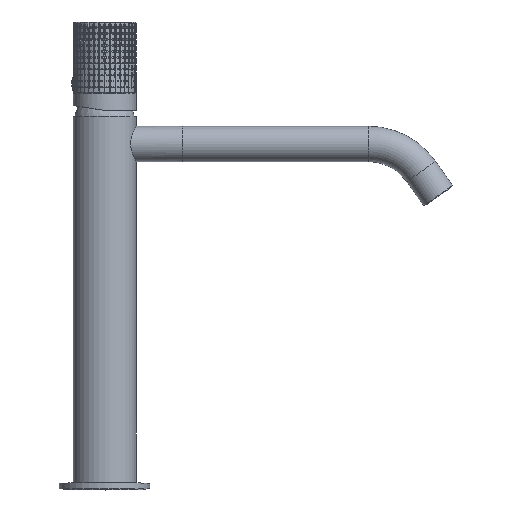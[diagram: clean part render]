
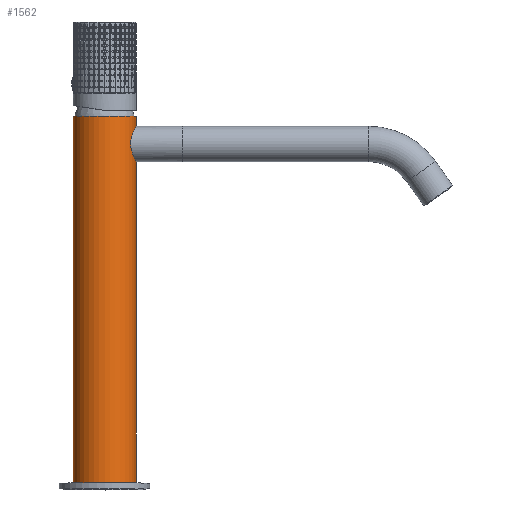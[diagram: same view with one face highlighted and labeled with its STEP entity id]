
A CAD part, top view. The second image highlights one B-rep face of the part: STEP entity #1562.
In plain terms, the highlighted cylindrical face has radius 16 mm (diameter 32 mm), a partial arc.
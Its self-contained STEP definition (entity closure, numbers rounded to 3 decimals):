
#53=CARTESIAN_POINT('Axis2P3D Location',(0.,-55.5,0.)) ;
#57=CARTESIAN_POINT('Vertex',(16.,-55.5,0.)) ;
#59=CARTESIAN_POINT('Vertex',(-16.,-55.5,0.)) ;
#91=CARTESIAN_POINT('Vertex',(15.835,112.801,2.294)) ;
#105=CARTESIAN_POINT('Vertex',(16.,121.95,0.)) ;
#109=CARTESIAN_POINT('Control Point',(16.,121.95,0.)) ;
#110=CARTESIAN_POINT('Control Point',(16.,121.95,0.483)) ;
#111=CARTESIAN_POINT('Control Point',(15.982,121.873,0.966)) ;
#112=CARTESIAN_POINT('Control Point',(15.945,121.719,1.428)) ;
#113=CARTESIAN_POINT('Control Point',(15.868,121.373,2.109)) ;
#114=CARTESIAN_POINT('Control Point',(15.775,120.903,2.685)) ;
#115=CARTESIAN_POINT('Control Point',(15.74,120.716,2.88)) ;
#116=CARTESIAN_POINT('Control Point',(15.671,120.325,3.236)) ;
#117=CARTESIAN_POINT('Control Point',(15.606,119.897,3.531)) ;
#118=CARTESIAN_POINT('Control Point',(15.575,119.674,3.665)) ;
#119=CARTESIAN_POINT('Control Point',(15.489,118.983,4.02)) ;
#120=CARTESIAN_POINT('Control Point',(15.429,118.254,4.24)) ;
#121=CARTESIAN_POINT('Control Point',(15.403,117.757,4.33)) ;
#122=CARTESIAN_POINT('Control Point',(15.384,116.754,4.399)) ;
#123=CARTESIAN_POINT('Control Point',(15.428,115.757,4.243)) ;
#124=CARTESIAN_POINT('Control Point',(15.465,115.266,4.108)) ;
#125=CARTESIAN_POINT('Control Point',(15.556,114.421,3.766)) ;
#126=CARTESIAN_POINT('Control Point',(15.674,113.651,3.228)) ;
#127=CARTESIAN_POINT('Control Point',(15.729,113.335,2.954)) ;
#128=CARTESIAN_POINT('Control Point',(15.784,113.048,2.641)) ;
#129=CARTESIAN_POINT('Control Point',(15.835,112.801,2.294)) ;
#144=CARTESIAN_POINT('Axis2P3D Location',(0.,131.,0.)) ;
#148=CARTESIAN_POINT('Vertex',(-16.,131.,0.)) ;
#150=CARTESIAN_POINT('Vertex',(16.,131.,0.)) ;
#1484=CARTESIAN_POINT('Vertex',(16.,112.05,0.)) ;
#1488=CARTESIAN_POINT('Control Point',(16.,112.05,0.)) ;
#1489=CARTESIAN_POINT('Control Point',(16.,112.05,0.62)) ;
#1490=CARTESIAN_POINT('Control Point',(15.967,112.187,1.238)) ;
#1491=CARTESIAN_POINT('Control Point',(15.906,112.451,1.802)) ;
#1492=CARTESIAN_POINT('Control Point',(15.835,112.801,2.294)) ;
#1504=CARTESIAN_POINT('Axis2P3D Location',(0.,80.5,0.)) ;
#1509=CARTESIAN_POINT('Line Origine',(-16.,80.5,0.)) ;
#1513=CARTESIAN_POINT('Vertex',(-16.,0.,0.)) ;
#1516=CARTESIAN_POINT('Line Origine',(-16.,80.5,0.)) ;
#1521=CARTESIAN_POINT('Line Origine',(16.,80.5,0.)) ;
#1526=CARTESIAN_POINT('Line Origine',(16.,80.5,0.)) ;
#1530=CARTESIAN_POINT('Vertex',(16.,0.,0.)) ;
#1533=CARTESIAN_POINT('Line Origine',(16.,80.5,0.)) ;
#1511=VECTOR('Line Direction',#1510,1.) ;
#1518=VECTOR('Line Direction',#1517,1.) ;
#1523=VECTOR('Line Direction',#1522,1.) ;
#1528=VECTOR('Line Direction',#1527,1.) ;
#1535=VECTOR('Line Direction',#1534,1.) ;
#54=DIRECTION('Axis2P3D Direction',(0.,-1.,0.)) ;
#145=DIRECTION('Axis2P3D Direction',(0.,-1.,0.)) ;
#1505=DIRECTION('Axis2P3D Direction',(0.,-1.,0.)) ;
#1506=DIRECTION('Axis2P3D XDirection',(1.,0.,0.)) ;
#1510=DIRECTION('Vector Direction',(0.,-1.,0.)) ;
#1517=DIRECTION('Vector Direction',(0.,-1.,0.)) ;
#1522=DIRECTION('Vector Direction',(0.,-1.,0.)) ;
#1527=DIRECTION('Vector Direction',(0.,-1.,0.)) ;
#1534=DIRECTION('Vector Direction',(0.,-1.,0.)) ;
#55=AXIS2_PLACEMENT_3D('Circle Axis2P3D',#53,#54,$) ;
#146=AXIS2_PLACEMENT_3D('Circle Axis2P3D',#144,#145,$) ;
#1507=AXIS2_PLACEMENT_3D('Cylinder Axis2P3D',#1504,#1505,#1506) ;
#1512=LINE('Line',#1509,#1511) ;
#1519=LINE('Line',#1516,#1518) ;
#1524=LINE('Line',#1521,#1523) ;
#1529=LINE('Line',#1526,#1528) ;
#1536=LINE('Line',#1533,#1535) ;
#56=CIRCLE('generated circle',#55,16.) ;
#147=CIRCLE('generated circle',#146,16.) ;
#1508=CYLINDRICAL_SURFACE('generated cylinder',#1507,16.) ;
#61=EDGE_CURVE('',#58,#60,#56,.T.) ;
#130=EDGE_CURVE('',#106,#92,#108,.T.) ;
#152=EDGE_CURVE('',#149,#151,#147,.F.) ;
#1493=EDGE_CURVE('',#1485,#92,#1487,.T.) ;
#1515=EDGE_CURVE('',#1514,#60,#1512,.T.) ;
#1520=EDGE_CURVE('',#149,#1514,#1519,.T.) ;
#1525=EDGE_CURVE('',#151,#106,#1524,.T.) ;
#1532=EDGE_CURVE('',#1485,#1531,#1529,.T.) ;
#1537=EDGE_CURVE('',#1531,#58,#1536,.T.) ;
#1552=ORIENTED_EDGE('',*,*,#1537,.F.) ;
#1553=ORIENTED_EDGE('',*,*,#1532,.F.) ;
#1554=ORIENTED_EDGE('',*,*,#1493,.T.) ;
#1555=ORIENTED_EDGE('',*,*,#130,.F.) ;
#1556=ORIENTED_EDGE('',*,*,#1525,.F.) ;
#1557=ORIENTED_EDGE('',*,*,#152,.F.) ;
#1558=ORIENTED_EDGE('',*,*,#1520,.T.) ;
#1559=ORIENTED_EDGE('',*,*,#1515,.T.) ;
#1560=ORIENTED_EDGE('',*,*,#61,.F.) ;
#1551=EDGE_LOOP('',(#1552,#1553,#1554,#1555,#1556,#1557,#1558,#1559,#1560)) ;
#58=VERTEX_POINT('',#57) ;
#60=VERTEX_POINT('',#59) ;
#92=VERTEX_POINT('',#91) ;
#106=VERTEX_POINT('',#105) ;
#149=VERTEX_POINT('',#148) ;
#151=VERTEX_POINT('',#150) ;
#1485=VERTEX_POINT('',#1484) ;
#1514=VERTEX_POINT('',#1513) ;
#1531=VERTEX_POINT('',#1530) ;
#1562=ADVANCED_FACE('PartBody',(#1561),#1508,.T.) ;
#108=B_SPLINE_CURVE_WITH_KNOTS('',5,(#109,#110,#111,#112,#113,#114,#115,#116,#117,#118,#119,#120,#121,#122,#123,#124,#125,#126,#127,#128,#129),.UNSPECIFIED.,.F.,.U.,(6,3,3,3,3,3,6),(0.,48.851,77.526,106.2,163.203,220.206,264.463),.UNSPECIFIED.) ;
#1487=B_SPLINE_CURVE_WITH_KNOTS('',4,(#1488,#1489,#1490,#1491,#1492),.UNSPECIFIED.,.F.,.U.,(5,5),(0.,50.154),.UNSPECIFIED.) ;
#1561=FACE_OUTER_BOUND('',#1551,.T.) ;
